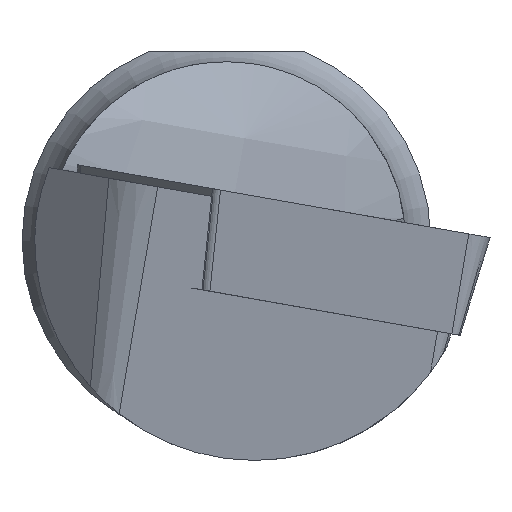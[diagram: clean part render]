
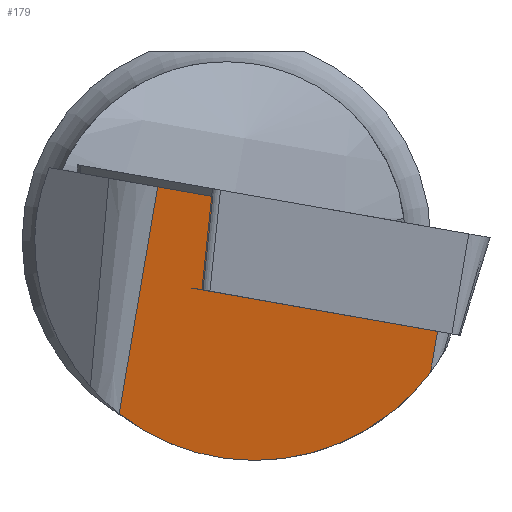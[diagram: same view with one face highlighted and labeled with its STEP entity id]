
A CAD part, left-side view. The second image highlights one B-rep face of the part: STEP entity #179.
In plain terms, the highlighted planar face has unit normal (-0.991, 0.071, -0.111).
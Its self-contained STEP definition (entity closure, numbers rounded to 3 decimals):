
#179=ADVANCED_FACE('',(#230),#213,.T.);
#213=PLANE('',#692);
#230=FACE_OUTER_BOUND('',#261,.T.);
#261=EDGE_LOOP('',(#309,#310,#311,#312,#313,#314));
#298=ELLIPSE('',#691,8.676,8.6);
#309=ORIENTED_EDGE('',*,*,#528,.F.);
#310=ORIENTED_EDGE('',*,*,#529,.T.);
#311=ORIENTED_EDGE('',*,*,#530,.T.);
#312=ORIENTED_EDGE('',*,*,#531,.T.);
#313=ORIENTED_EDGE('',*,*,#532,.F.);
#314=ORIENTED_EDGE('',*,*,#533,.F.);
#473=VERTEX_POINT('',#917);
#474=VERTEX_POINT('',#918);
#475=VERTEX_POINT('',#920);
#476=VERTEX_POINT('',#922);
#477=VERTEX_POINT('',#924);
#478=VERTEX_POINT('',#926);
#528=EDGE_CURVE('',#473,#474,#609,.T.);
#529=EDGE_CURVE('',#473,#475,#610,.T.);
#530=EDGE_CURVE('',#475,#476,#611,.T.);
#531=EDGE_CURVE('',#476,#477,#298,.T.);
#532=EDGE_CURVE('',#478,#477,#612,.T.);
#533=EDGE_CURVE('',#474,#478,#613,.T.);
#609=LINE('',#916,#650);
#610=LINE('',#919,#651);
#611=LINE('',#921,#652);
#612=LINE('',#925,#653);
#613=LINE('',#927,#654);
#650=VECTOR('',#756,1.);
#651=VECTOR('',#757,1.);
#652=VECTOR('',#758,1.);
#653=VECTOR('',#761,1.);
#654=VECTOR('',#762,1.);
#691=AXIS2_PLACEMENT_3D('',#923,#759,#760);
#692=AXIS2_PLACEMENT_3D('',#928,#763,#764);
#756=DIRECTION('',(0.118,0.104,-0.988));
#757=DIRECTION('',(0.052,0.984,0.173));
#758=DIRECTION('',(0.122,0.166,-0.979));
#759=DIRECTION('',(-0.991,0.072,-0.111));
#760=DIRECTION('',(0.132,0.536,-0.834));
#761=DIRECTION('',(0.122,0.166,-0.979));
#762=DIRECTION('',(-0.052,-0.984,-0.173));
#763=DIRECTION('',(-0.991,0.072,-0.111));
#764=DIRECTION('',(-0.111,0.,0.994));
#916=CARTESIAN_POINT('',(0.774,0.563,1.428));
#917=CARTESIAN_POINT('',(0.738,0.531,1.729));
#918=CARTESIAN_POINT('',(1.176,0.915,-1.93));
#919=CARTESIAN_POINT('',(0.702,-0.163,1.606));
#920=CARTESIAN_POINT('',(0.851,2.688,2.109));
#921=CARTESIAN_POINT('',(0.814,2.638,2.405));
#922=CARTESIAN_POINT('',(1.956,4.197,-6.775));
#923=CARTESIAN_POINT('',(0.814,-1.1,0.));
#924=CARTESIAN_POINT('',(0.894,-7.991,-5.145));
#925=CARTESIAN_POINT('',(0.209,-8.927,0.366));
#926=CARTESIAN_POINT('',(0.696,-8.262,-3.548));
#927=CARTESIAN_POINT('',(0.696,-8.262,-3.548));
#928=CARTESIAN_POINT('',(0.209,-8.927,0.366));
